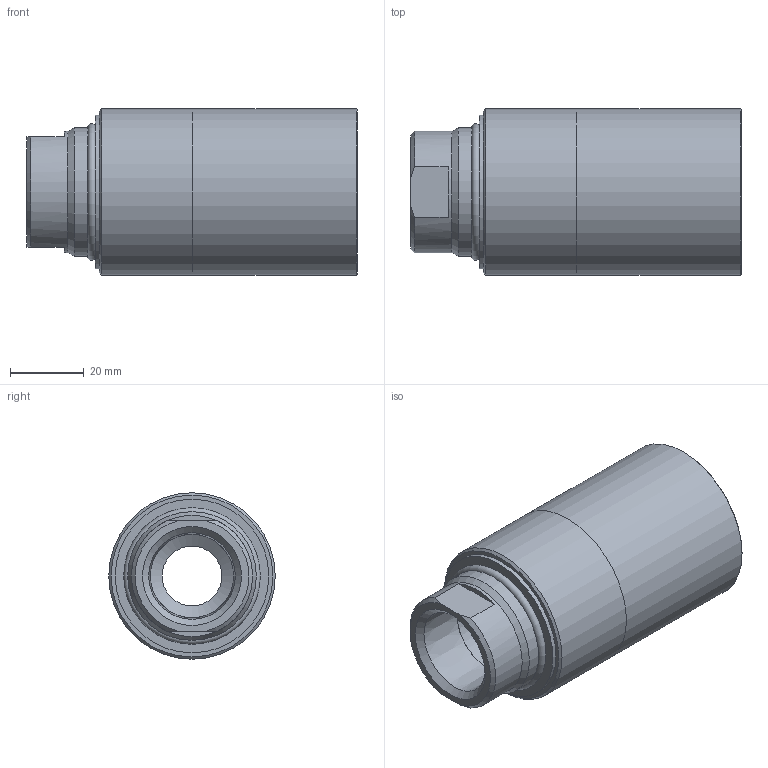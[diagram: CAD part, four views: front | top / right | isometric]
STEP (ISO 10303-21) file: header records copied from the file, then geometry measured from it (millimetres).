
FILE_DESCRIPTION(/* description */ (''),/* implementation_level */ '2;1');
FILE_NAME(/* name */ '60G-129.stp',/* time_stamp */ '2016-05-04T13:19:38-05:00',/* author */ ('scottg'),/* organization */ ('FasTest,Inc.'),/* preprocessor_version */ 'ST-DEVELOPER v16.1',/* originating_system */ 'Autodesk Inventor 2016',/* authorisation */ '');
FILE_SCHEMA (('AUTOMOTIVE_DESIGN { 1 0 10303 214 3 1 1 }'));
Length unit declared in the file: inch
Products named in the file (1): 60G-129
Bounding box: 89.87 x 45.26 x 45.26 mm (x, y, z)
Volume: 100442.7 mm3; surface area: 22004.5 mm2
Topology: 1 solids, 1 shells, 95 faces, 247 edges, 160 vertices
Faces by surface type: plane 42, cone 33, cylinder 18, torus 2
Full cylindrical faces by diameter (mm): 16.256 x1, 16.281 x1, 22.631 x1, 32.487 x1, 32.969 x1, 35.001 x2, 35.255 x1, 41.783 x1, 42.062 x1, 45.263 x2
Entity records: 2734 total; most frequent: CARTESIAN_POINT 518, DIRECTION 470, ORIENTED_EDGE 426, EDGE_CURVE 213, AXIS2_PLACEMENT_3D 189, VERTEX_POINT 153, EDGE_LOOP 130, FACE_OUTER_BOUND 95
